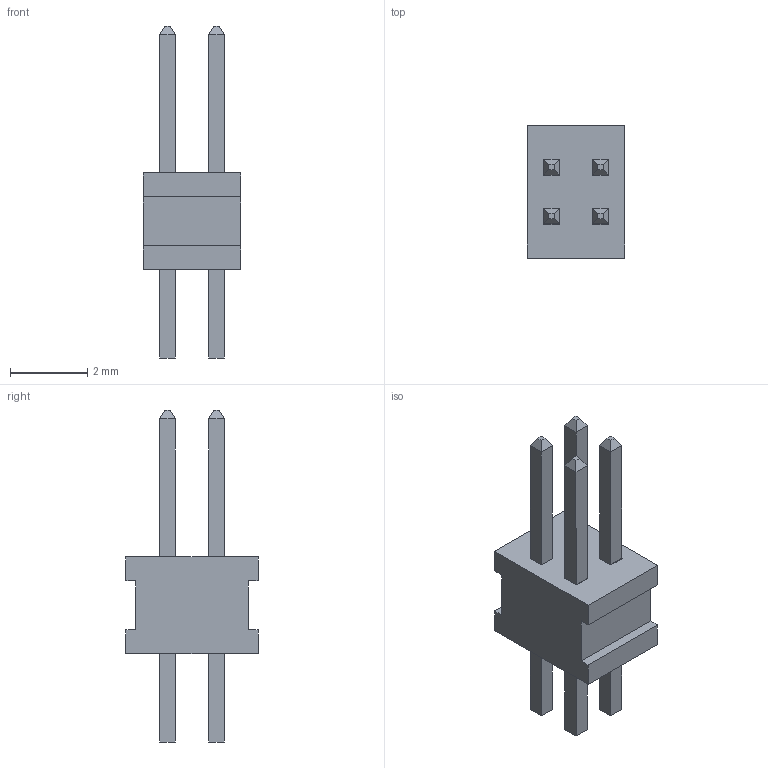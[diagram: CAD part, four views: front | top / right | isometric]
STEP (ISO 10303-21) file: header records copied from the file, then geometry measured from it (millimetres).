
FILE_DESCRIPTION(('FreeCAD Model'),'2;1');
FILE_NAME('Open CASCADE Shape Model','2025-01-15T15:23:50',(''),(''), 'Open CASCADE STEP processor 7.8','FreeCAD','Unknown');
FILE_SCHEMA(('AUTOMOTIVE_DESIGN { 1 0 10303 214 1 1 1 1 }'));
Length unit declared in the file: millimetre
Products named in the file (4): FTSH-102-04-L-D; FTSH-102-04-L-D_body; FTSH-102-04-L-D_pins1; FTSH-102-04-L-D_pins2
Assembly tree (3 placements, depth 2):
  FTSH-102-04-L-D
    FTSH-102-04-L-D_body
    FTSH-102-04-L-D_pins1
    FTSH-102-04-L-D_pins2
Bounding box: 2.54 x 3.43 x 8.61 mm (x, y, z)
Volume: 24.3 mm3; surface area: 118.4 mm2
Topology: 3 solids, 3 shells, 88 faces, 230 edges, 148 vertices
Faces by surface type: plane 88
Entity records: 2735 total; most frequent: CARTESIAN_POINT 470, ORIENTED_EDGE 460, DIRECTION 414, EDGE_CURVE 230, LINE 230, VECTOR 230, VERTEX_POINT 148, FACE_BOUND 96
